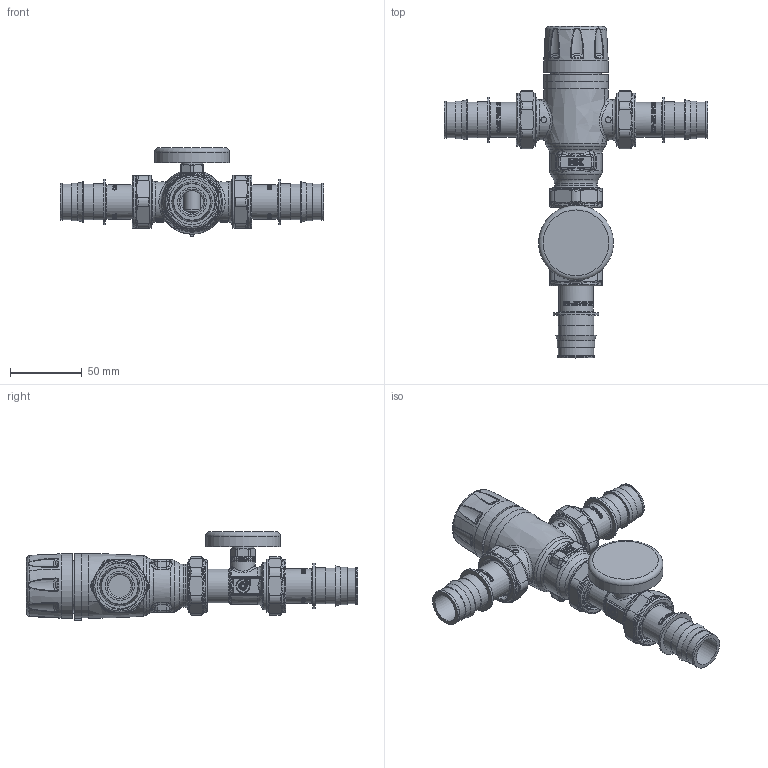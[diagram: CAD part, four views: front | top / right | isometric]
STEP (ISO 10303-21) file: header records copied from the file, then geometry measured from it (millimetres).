
FILE_DESCRIPTION(/* description */ (''),/* implementation_level */ '2;1');
FILE_NAME(/* name */ '521618A.stp',/* time_stamp */ '2025-06-25T10:03:17-05:00',/* author */ ('ischreiner'),/* organization */ (''),/* preprocessor_version */ 'ST-DEVELOPER v20',/* originating_system */ 'Autodesk Inventor 2024',/* authorisation */ '');
FILE_SCHEMA (('AUTOMOTIVE_DESIGN { 1 0 10303 214 3 1 1 }'));
Products named in the file (8): 521618A; 521101A; F0015066 PEX exp 1 in tailpiece for check; F0000698 1 inch slip nut; F0002466 probe asm 1 inch union; F0000603 probe with 1 inch male G thread; F0002386 drywell tin plated; NA11031 Temp Gauge
Assembly tree (12 placements, depth 3):
  521618A
    521101A
    F0015066 PEX exp 1 in tailpiece for check  x3
    F0000698 1 inch slip nut  x4
    F0002466 probe asm 1 inch union
      F0000603 probe with 1 inch male G thread
      F0002386 drywell tin plated
    NA11031 Temp Gauge
Bounding box: 184.04 x 231.87 x 61.9 mm (x, y, z)
Volume: 278727.4 mm3; surface area: 86526.6 mm2
Topology: 11 solids, 11 shells, 3501 faces, 8717 edges, 5226 vertices
Faces by surface type: bspline 1410, plane 954, cylinder 730, cone 150, torus 139, sphere 118
Full cylindrical faces by diameter (mm): 2 x1, 4 x2, 8 x1, 9 x1, 9.017 x1, 10.008 x1, 11.176 x1, 11.227 x1, 11.43 x1, 11.5 x1, 12.954 x1, 13.5 x1, 13.6 x1, 15.24 x1, 15.748 x3, 15.875 x1, 17 x1, 18 x1, 19 x1, 20.091 x6, 20.32 x3, 20.6 x3, 20.701 x3, 21 x1, 22 x4, 23.5 x1, 24 x1, 24.384 x3, 24.765 x6, 25.095 x3
Entity records: 129368 total; most frequent: CARTESIAN_POINT 82794, ORIENTED_EDGE 10050, DIRECTION 8334, EDGE_CURVE 5025, AXIS2_PLACEMENT_3D 3303, VERTEX_POINT 2967, EDGE_LOOP 2254, FACE_OUTER_BOUND 2158
